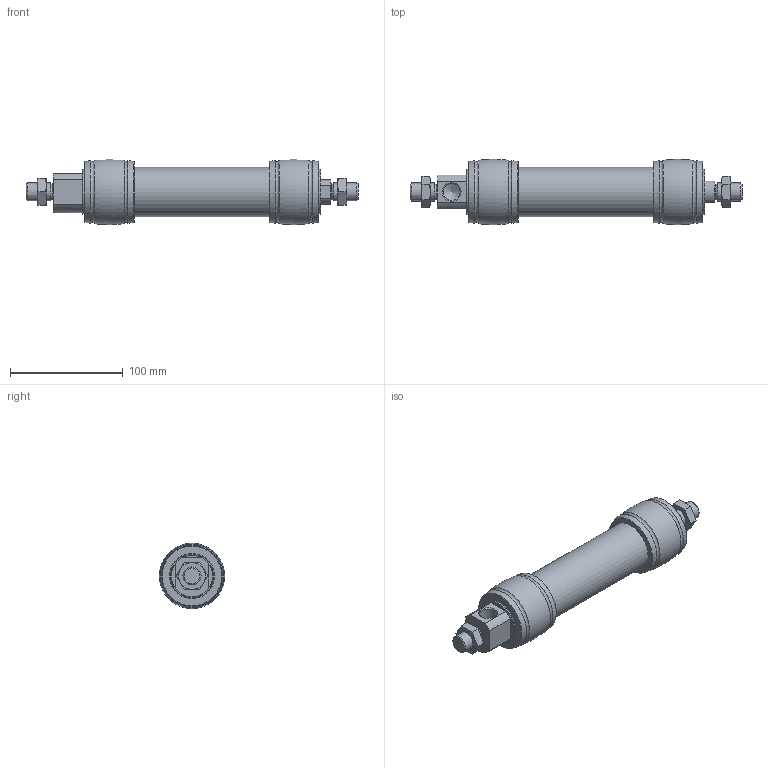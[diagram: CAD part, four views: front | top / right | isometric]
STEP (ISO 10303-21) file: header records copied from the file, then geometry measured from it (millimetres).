
FILE_DESCRIPTION(/* description */ ('STEP AP214'),/* implementation_level */ '2;1');
FILE_NAME(/* name */ '8114530_DMSP-40-120N-RM-CM',/* time_stamp */ '2024-08-20T13:20:17+02:00',/* author */ ('License CC BY-ND 4.0'),/* organization */ ('CADENAS'),/* preprocessor_version */ 'ST-DEVELOPER v19.3',/* originating_system */ 'PARTsolutions',/* authorisation */ ' ');
FILE_SCHEMA (('AUTOMOTIVE_DESIGN {1 0 10303 214 3 1 1}'));
Length unit declared in the file: millimetre
Products named in the file (3): 8114530 DMSP-40-120N-RM-CM---(0); 541405 DMSP-40-120N-RM-CM---(0SP); DIN-439-B - M16x1.5(F)
Assembly tree (3 placements, depth 2):
  8114530 DMSP-40-120N-RM-CM---(0)
    541405 DMSP-40-120N-RM-CM---(0SP)
    DIN-439-B - M16x1.5(F)  x2
Bounding box: 295 x 57.95 x 57.92 mm (x, y, z)
Volume: 295875 mm3; surface area: 66951.1 mm2
Topology: 3 solids, 4 shells, 90 faces, 181 edges, 109 vertices
Faces by surface type: plane 38, torus 18, cone 18, cylinder 16
Full cylindrical faces by diameter (mm): 14 x2, 14.376 x2, 14.95 x1, 16 x2, 37 x1, 39.8 x2, 40 x3, 44 x1
Entity records: 2267 total; most frequent: CARTESIAN_POINT 322, DIRECTION 320, ORIENTED_EDGE 208, AXIS2_PLACEMENT_3D 147, FACE_BOUND 135, EDGE_LOOP 134, EDGE_CURVE 104, VERTEX_POINT 89
